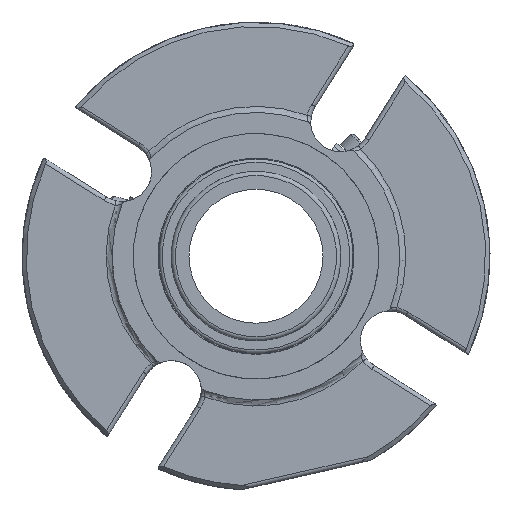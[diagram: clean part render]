
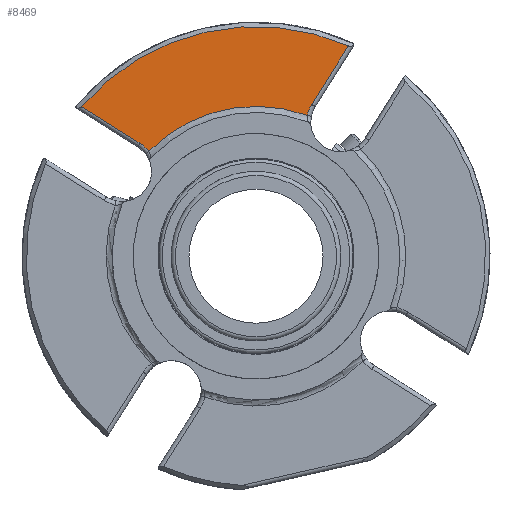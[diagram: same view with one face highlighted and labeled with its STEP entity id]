
A CAD part, left-side view. The second image highlights one B-rep face of the part: STEP entity #8469.
In plain terms, the highlighted planar face has unit normal (-1, 0, 0).
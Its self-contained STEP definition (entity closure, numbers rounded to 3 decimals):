
#541=LINE('',#17056,#1008);
#543=LINE('',#17078,#1010);
#1008=VECTOR('',#11079,1000.);
#1010=VECTOR('',#11089,1000.);
#1611=PLANE('',#9311);
#3995=ORIENTED_EDGE('',*,*,#5182,.T.);
#3996=ORIENTED_EDGE('',*,*,#5179,.F.);
#3997=ORIENTED_EDGE('',*,*,#5175,.T.);
#3998=ORIENTED_EDGE('',*,*,#5332,.T.);
#3999=ORIENTED_EDGE('',*,*,#5333,.T.);
#4000=ORIENTED_EDGE('',*,*,#5334,.T.);
#5175=EDGE_CURVE('',#6092,#6093,#541,.F.);
#5179=EDGE_CURVE('',#6092,#6095,#6495,.T.);
#5182=EDGE_CURVE('',#6096,#6095,#543,.F.);
#5332=EDGE_CURVE('',#6093,#6160,#6569,.F.);
#5333=EDGE_CURVE('',#6160,#6161,#6570,.F.);
#5334=EDGE_CURVE('',#6161,#6096,#6571,.F.);
#6092=VERTEX_POINT('',#17057);
#6093=VERTEX_POINT('',#17058);
#6095=VERTEX_POINT('',#17068);
#6096=VERTEX_POINT('',#17079);
#6160=VERTEX_POINT('',#17755);
#6161=VERTEX_POINT('',#17759);
#6495=CIRCLE('',#9169,54.42);
#6569=CIRCLE('',#9310,8.);
#6570=CIRCLE('',#9312,35.5);
#6571=CIRCLE('',#9313,8.);
#7169=EDGE_LOOP('',(#3995,#3996,#3997,#3998,#3999,#4000));
#7793=FACE_BOUND('',#7169,.T.);
#8469=ADVANCED_FACE('',(#7793),#1611,.T.);
#9169=AXIS2_PLACEMENT_3D('',#17067,#11085,#11086);
#9310=AXIS2_PLACEMENT_3D('',#17756,#11417,#11418);
#9311=AXIS2_PLACEMENT_3D('',#17757,#11419,#11420);
#9312=AXIS2_PLACEMENT_3D('',#17758,#11421,#11422);
#9313=AXIS2_PLACEMENT_3D('',#17760,#11423,#11424);
#11079=DIRECTION('',(0.,0.846,0.533));
#11085=DIRECTION('',(1.,0.,0.));
#11086=DIRECTION('',(0.,-0.975,0.222));
#11089=DIRECTION('',(0.,0.533,-0.846));
#11417=DIRECTION('',(-1.,0.,0.));
#11418=DIRECTION('',(0.,-0.222,-0.975));
#11419=DIRECTION('',(-1.,0.,0.));
#11420=DIRECTION('',(0.,-0.222,-0.975));
#11421=DIRECTION('',(-1.,0.,0.));
#11422=DIRECTION('',(0.,-0.222,-0.975));
#11423=DIRECTION('',(-1.,0.,0.));
#11424=DIRECTION('',(0.,-0.222,-0.975));
#17056=CARTESIAN_POINT('',(-7.642,27.477,26.745));
#17057=CARTESIAN_POINT('',(-7.642,41.296,35.442));
#17058=CARTESIAN_POINT('',(-7.642,27.477,26.745));
#17067=CARTESIAN_POINT('',(-7.642,0.,0.));
#17068=CARTESIAN_POINT('',(-7.642,-21.9,49.818));
#17078=CARTESIAN_POINT('',(-7.642,-22.823,51.285));
#17079=CARTESIAN_POINT('',(-7.642,-13.203,35.999));
#17755=CARTESIAN_POINT('',(-7.642,25.377,24.825));
#17756=CARTESIAN_POINT('',(-7.642,31.738,19.974));
#17757=CARTESIAN_POINT('',(-7.642,7.542,33.153));
#17758=CARTESIAN_POINT('',(-7.642,0.,0.));
#17759=CARTESIAN_POINT('',(-7.642,-12.14,33.36));
#17760=CARTESIAN_POINT('',(-7.642,-19.974,31.738));
